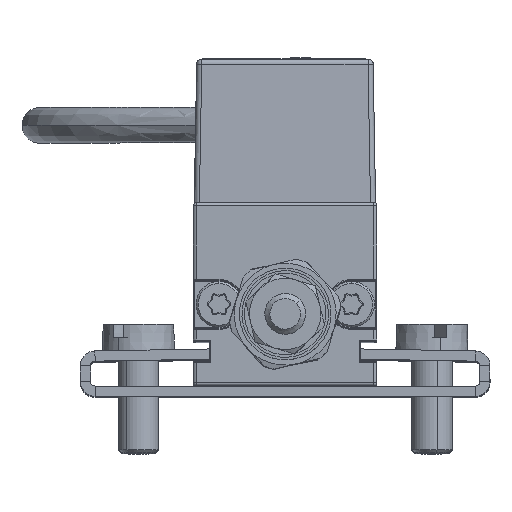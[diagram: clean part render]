
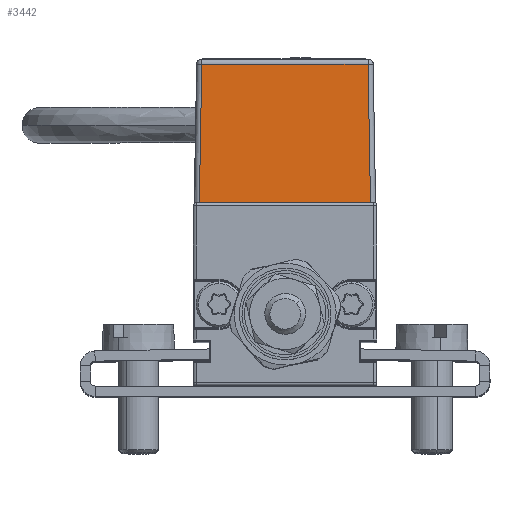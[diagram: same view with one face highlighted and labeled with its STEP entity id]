
A CAD part, top view. The second image highlights one B-rep face of the part: STEP entity #3442.
In plain terms, the highlighted planar face has unit normal (0, 0.018, 1).
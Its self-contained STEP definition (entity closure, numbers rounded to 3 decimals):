
#579 = PLANE ( 'NONE',  #37650 ) ;
#594 = FACE_OUTER_BOUND ( 'NONE', #15165, .T. ) ;
#604 = CARTESIAN_POINT ( 'NONE',  ( -8.929, 18., 82.784 ) ) ;
#605 = DIRECTION ( 'NONE',  ( 0., 0.017, 1. ) ) ;
#606 = DIRECTION ( 'NONE',  ( 0., -1., 0.017 ) ) ;
#3442 = ADVANCED_FACE ( 'NONE', ( #594 ), #579, .T. ) ;
#7765 = EDGE_CURVE ( 'NONE', #34017, #34008, #13469, .T. ) ;
#7784 = EDGE_CURVE ( 'NONE', #34004, #34017, #13520, .T. ) ;
#7788 = EDGE_CURVE ( 'NONE', #34008, #33999, #13536, .T. ) ;
#7792 = EDGE_CURVE ( 'NONE', #33999, #34004, #13542, .T. ) ;
#11114 = VECTOR ( 'NONE', #13486, 1000. ) ;
#11141 = VECTOR ( 'NONE', #13532, 1000. ) ;
#11150 = VECTOR ( 'NONE', #13538, 1000. ) ;
#11154 = VECTOR ( 'NONE', #13544, 1000. ) ;
#13469 = LINE ( 'NONE', #13484, #11114 ) ;
#13484 = CARTESIAN_POINT ( 'NONE',  ( -8.929, 31.583, 82.547 ) ) ;
#13486 = DIRECTION ( 'NONE',  ( -1., 0., 0. ) ) ;
#13520 = LINE ( 'NONE', #13531, #11141 ) ;
#13531 = CARTESIAN_POINT ( 'NONE',  ( 8.36, 18.302, 82.779 ) ) ;
#13532 = DIRECTION ( 'NONE',  ( -0.017, 1., -0.017 ) ) ;
#13536 = LINE ( 'NONE', #13537, #11150 ) ;
#13537 = CARTESIAN_POINT ( 'NONE',  ( -8.426, 17.991, 82.784 ) ) ;
#13538 = DIRECTION ( 'NONE',  ( -0.017, -1., 0.017 ) ) ;
#13542 = LINE ( 'NONE', #13543, #11154 ) ;
#13543 = CARTESIAN_POINT ( 'NONE',  ( -8.929, 18., 82.784 ) ) ;
#13544 = DIRECTION ( 'NONE',  ( 1., 0., 0. ) ) ;
#14321 = ORIENTED_EDGE ( 'NONE', *, *, #7792, .T. ) ;
#14322 = ORIENTED_EDGE ( 'NONE', *, *, #7788, .T. ) ;
#14323 = ORIENTED_EDGE ( 'NONE', *, *, #7765, .T. ) ;
#14324 = ORIENTED_EDGE ( 'NONE', *, *, #7784, .T. ) ;
#15165 = EDGE_LOOP ( 'NONE', ( #14324, #14323, #14322, #14321 ) ) ;
#26476 = CARTESIAN_POINT ( 'NONE',  ( -8.426, 18., 82.784 ) ) ;
#26485 = CARTESIAN_POINT ( 'NONE',  ( 8.366, 18., 82.784 ) ) ;
#26885 = CARTESIAN_POINT ( 'NONE',  ( -8.189, 31.583, 82.547 ) ) ;
#26896 = CARTESIAN_POINT ( 'NONE',  ( 8.129, 31.583, 82.547 ) ) ;
#33999 = VERTEX_POINT ( 'NONE', #26476 ) ;
#34004 = VERTEX_POINT ( 'NONE', #26485 ) ;
#34008 = VERTEX_POINT ( 'NONE', #26885 ) ;
#34017 = VERTEX_POINT ( 'NONE', #26896 ) ;
#37650 = AXIS2_PLACEMENT_3D ( 'NONE', #604, #605, #606 ) ;
